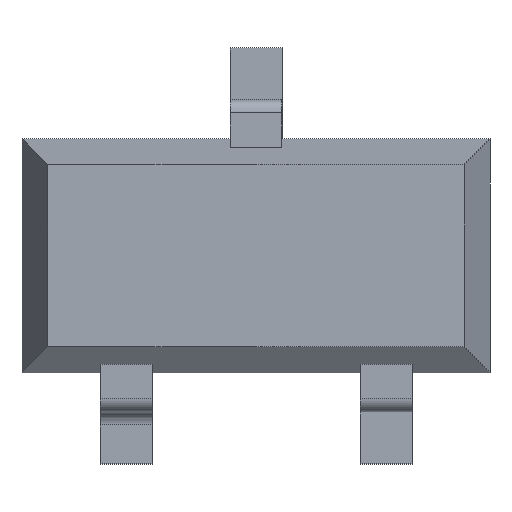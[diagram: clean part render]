
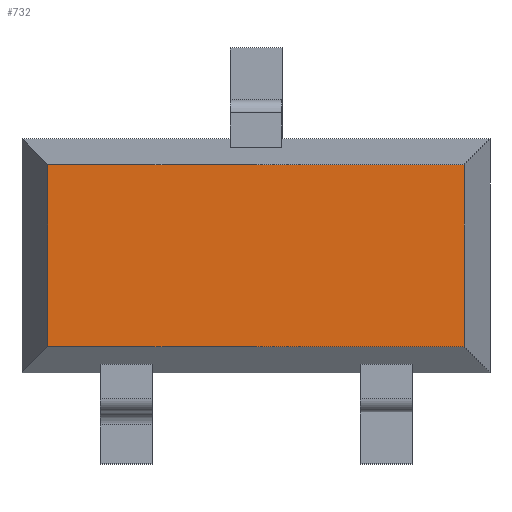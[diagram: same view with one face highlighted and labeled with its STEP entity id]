
A CAD part, top view. The second image highlights one B-rep face of the part: STEP entity #732.
In plain terms, the highlighted planar face has unit normal (0, 0, 1).
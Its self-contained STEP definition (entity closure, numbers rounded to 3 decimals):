
#47=FACE_OUTER_BOUND('',#91,.T.);
#91=EDGE_LOOP('',(#502,#503,#504,#505));
#142=LINE('',#1083,#232);
#143=LINE('',#1085,#233);
#144=LINE('',#1087,#234);
#145=LINE('',#1088,#235);
#232=VECTOR('',#872,10.);
#233=VECTOR('',#873,10.);
#234=VECTOR('',#874,10.);
#235=VECTOR('',#875,10.);
#318=VERTEX_POINT('',#1081);
#319=VERTEX_POINT('',#1082);
#320=VERTEX_POINT('',#1084);
#321=VERTEX_POINT('',#1086);
#390=EDGE_CURVE('',#318,#319,#142,.T.);
#391=EDGE_CURVE('',#320,#318,#143,.T.);
#392=EDGE_CURVE('',#321,#320,#144,.T.);
#393=EDGE_CURVE('',#319,#321,#145,.T.);
#502=ORIENTED_EDGE('',*,*,#390,.F.);
#503=ORIENTED_EDGE('',*,*,#391,.F.);
#504=ORIENTED_EDGE('',*,*,#392,.F.);
#505=ORIENTED_EDGE('',*,*,#393,.F.);
#695=PLANE('',#793);
#732=ADVANCED_FACE('',(#47),#695,.T.);
#793=AXIS2_PLACEMENT_3D('',#1080,#870,#871);
#870=DIRECTION('center_axis',(0.,0.,
1.));
#871=DIRECTION('ref_axis',(1.,0.,0.));
#872=DIRECTION('',(-1.,0.,0.));
#873=DIRECTION('',(0.,-1.,0.));
#874=DIRECTION('',(1.,0.,0.));
#875=DIRECTION('',(0.,1.,0.));
#1080=CARTESIAN_POINT('Origin',(0.,0.,
0.8));
#1081=CARTESIAN_POINT('',(0.8,-0.35,0.8));
#1082=CARTESIAN_POINT('',(-0.8,-0.35,0.8));
#1083=CARTESIAN_POINT('',(0.8,-0.35,0.8));
#1084=CARTESIAN_POINT('',(0.8,0.35,0.8));
#1085=CARTESIAN_POINT('',(0.8,0.35,0.8));
#1086=CARTESIAN_POINT('',(-0.8,0.35,0.8));
#1087=CARTESIAN_POINT('',(-0.8,0.35,0.8));
#1088=CARTESIAN_POINT('',(-0.8,-0.35,0.8));
